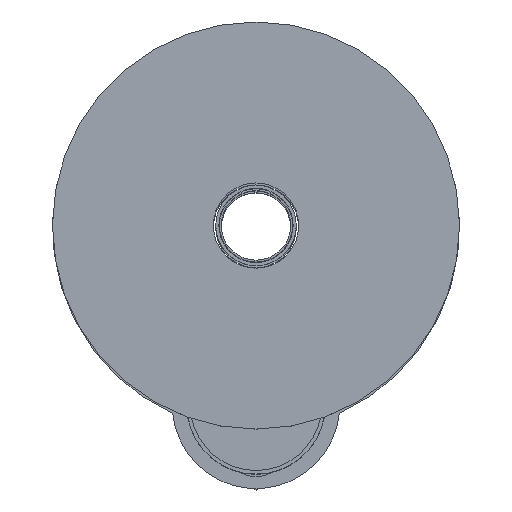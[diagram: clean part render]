
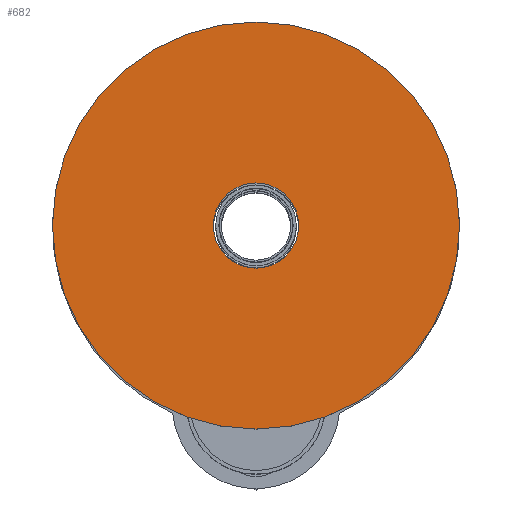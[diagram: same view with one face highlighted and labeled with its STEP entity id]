
A CAD part, top view. The second image highlights one B-rep face of the part: STEP entity #682.
In plain terms, the highlighted planar face has unit normal (0, 0, 1).
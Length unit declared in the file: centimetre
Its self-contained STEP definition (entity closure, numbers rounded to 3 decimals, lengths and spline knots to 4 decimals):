
#52=PLANE($,#793);
#144=FACE_BOUND($,#277,.T.);
#196=FACE_OUTER_BOUND($,#276,.T.);
#276=EDGE_LOOP($,(#602));
#277=EDGE_LOOP($,(#603));
#324=CIRCLE($,#788,17.8);
#326=CIRCLE($,#791,85.);
#384=VERTEX_POINT($,#1191);
#386=VERTEX_POINT($,#1196);
#458=EDGE_CURVE($,#384,#384,#324,.T.);
#460=EDGE_CURVE($,#386,#386,#326,.T.);
#602=ORIENTED_EDGE($,*,*,#460,.F.);
#603=ORIENTED_EDGE($,*,*,#458,.T.);
#682=ADVANCED_FACE($,(#196,#144),#52,.F.);
#788=AXIS2_PLACEMENT_3D($,#1192,#997,#998);
#791=AXIS2_PLACEMENT_3D($,#1197,#1003,#1004);
#793=AXIS2_PLACEMENT_3D($,#1200,#1007,#1008);
#997=DIRECTION('center_axis',(0.,0.,-1.));
#998=DIRECTION('ref_axis',(-1.,0.,0.));
#1003=DIRECTION('center_axis',(0.,0.,-1.));
#1004=DIRECTION('ref_axis',(-1.,0.,0.));
#1007=DIRECTION('center_axis',(0.,0.,-1.));
#1008=DIRECTION('ref_axis',(-1.,0.,0.));
#1191=CARTESIAN_POINT('',(17.8,0.,493.));
#1192=CARTESIAN_POINT('Origin',(0.,0.,493.));
#1196=CARTESIAN_POINT('',(85.,0.,493.));
#1197=CARTESIAN_POINT('Origin',(0.,0.,493.));
#1200=CARTESIAN_POINT('Origin',(0.,0.,493.));
